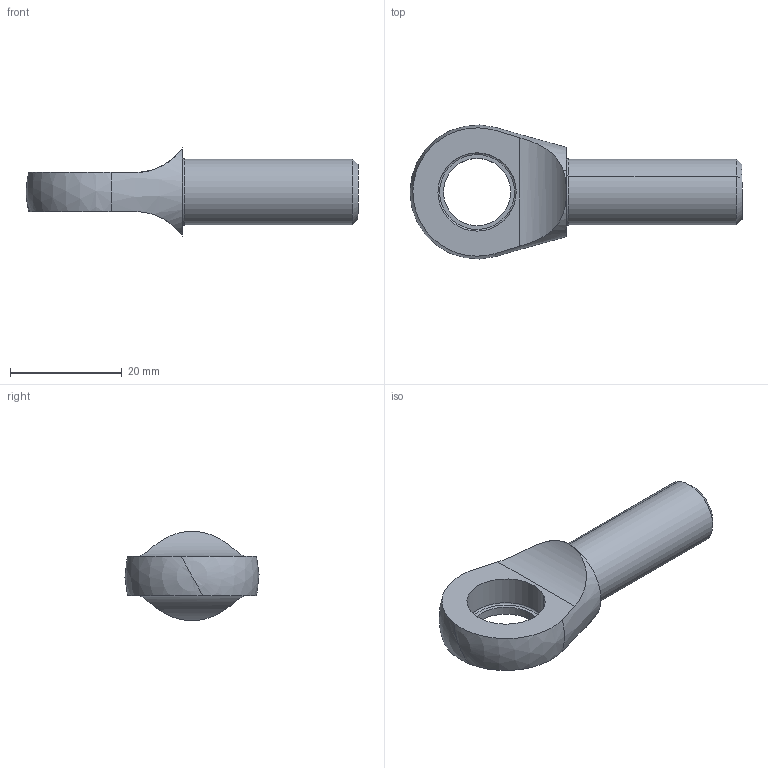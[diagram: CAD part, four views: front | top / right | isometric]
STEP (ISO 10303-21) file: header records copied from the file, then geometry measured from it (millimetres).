
FILE_DESCRIPTION(('CATIA V5 STEP Exchange'),'2;1');
FILE_NAME('Insert_chassis.stp','2019-01-14T08:52:52+00:00',('none'),('none'),'CATIA Version 5 Release 19 SP 2 (IN-10)','CATIA V5 STEP AP203','none');
FILE_SCHEMA(('CONFIG_CONTROL_DESIGN'));
Length unit declared in the file: millimetre
Products named in the file (1): Insert Frame Side
Bounding box: 59.4 x 23.98 x 16 mm (x, y, z)
Volume: 6486.6 mm3; surface area: 2986.6 mm2
Topology: 1 solids, 1 shells, 25 faces, 62 edges, 40 vertices
Faces by surface type: cylinder 8, cone 6, plane 5, torus 4, sphere 2
Entity records: 889 total; most frequent: CARTESIAN_POINT 315, ORIENTED_EDGE 120, DIRECTION 80, EDGE_CURVE 60, AXIS2_PLACEMENT_3D 51, VERTEX_POINT 39, CIRCLE 32, EDGE_LOOP 29
